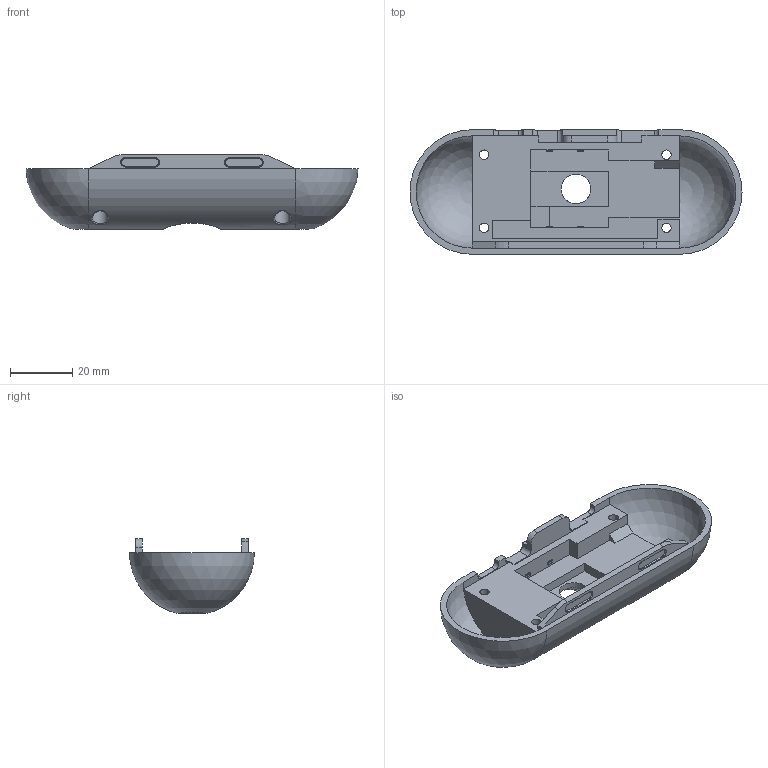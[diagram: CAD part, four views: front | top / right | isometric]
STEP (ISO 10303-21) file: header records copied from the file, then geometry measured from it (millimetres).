
FILE_DESCRIPTION(('HOOPS Exchange Step'),'2;1');
FILE_NAME('temp_export','2021-12-23T11:06:55-08:00',('ngeorge'),('Shapr3D Limited'),'HOOPS Exchange 2021.2','Shapr3D','Authorized');
FILE_SCHEMA( ('AP203_CONFIGURATION_CONTROLLED_3D_DESIGN_OF_MECHANICAL_PARTS_AND_ASSEMBLIES_MIM_LF') );
Length unit declared in the file: millimetre
Products named in the file (1): BOTTOM
Bounding box: 106.5 x 40 x 24 mm (x, y, z)
Volume: 30802.6 mm3; surface area: 14930.8 mm2
Topology: 1 solids, 1 shells, 150 faces, 414 edges, 270 vertices
Faces by surface type: plane 95, cylinder 25, bspline 14, cone 10, sphere 4, torus 2
Full cylindrical faces by diameter (mm): 3 x4, 5 x4, 9.5 x1
Entity records: 15778 total; most frequent: CARTESIAN_POINT 11997, ORIENTED_EDGE 824, DIRECTION 711, EDGE_CURVE 412, VECTOR 273, LINE 273, VERTEX_POINT 270, AXIS2_PLACEMENT_3D 219
